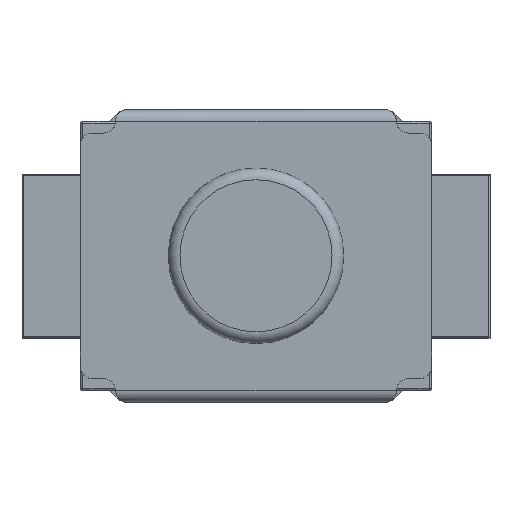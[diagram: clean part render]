
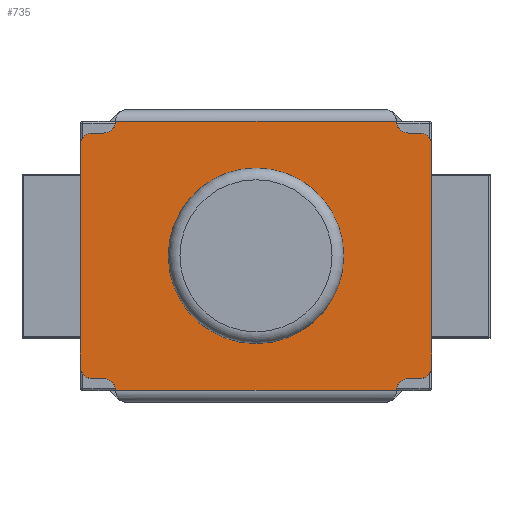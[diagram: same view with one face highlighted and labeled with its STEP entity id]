
A CAD part, top view. The second image highlights one B-rep face of the part: STEP entity #735.
In plain terms, the highlighted planar face has unit normal (0, 0, 1).
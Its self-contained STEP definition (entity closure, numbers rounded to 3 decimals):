
#13=DIRECTION('',(0.,0.,1.));
#28=VECTOR('',#29,1.);
#29=DIRECTION('',(1.,0.,0.));
#36=DIRECTION('',(0.,0.,-1.));
#67=VECTOR('',#68,1.);
#68=DIRECTION('',(-1.,-0.,-0.));
#84=VECTOR('',#85,1.);
#85=DIRECTION('',(-1.,0.,0.));
#103=VECTOR('',#104,1.);
#104=DIRECTION('',(0.,1.,0.));
#234=VERTEX_POINT('',#235);
#235=CARTESIAN_POINT('',(-1.2,1.15,1.19));
#284=ORIENTED_EDGE('',*,*,#285,.F.);
#285=EDGE_CURVE('',#286,#234,#288,.T.);
#286=VERTEX_POINT('',#287);
#287=CARTESIAN_POINT('',(1.2,1.15,1.19));
#288=LINE('',#289,#67);
#289=CARTESIAN_POINT('',(3.6,1.15,1.19));
#375=VECTOR('',#376,1.);
#376=DIRECTION('',(0.,-1.,0.));
#735=ADVANCED_FACE('',(#736,#851),#860,.F.);
#736=FACE_BOUND('',#737,.F.);
#737=EDGE_LOOP('',(#738,#747,#752,#759,#284,#763,#768,#775,    #780,#787,#792,#799,#804,#811,#817,#823,#829,#836,#841,    #848));
#738=ORIENTED_EDGE('',*,*,#739,.F.);
#739=EDGE_CURVE('',#740,#742,#744,.T.);
#740=VERTEX_POINT('',#741);
#741=CARTESIAN_POINT('',(-1.4,1.05,1.19));
#742=VERTEX_POINT('',#743);
#743=CARTESIAN_POINT('',(-1.5,0.95,1.19));
#744=CIRCLE('',#745,0.1);
#745=AXIS2_PLACEMENT_3D('',#746,#13,#29);
#746=CARTESIAN_POINT('',(-1.4,0.95,1.19));
#747=ORIENTED_EDGE('',*,*,#748,.T.);
#748=EDGE_CURVE('',#740,#749,#751,.T.);
#749=VERTEX_POINT('',#750);
#750=CARTESIAN_POINT('',(-1.3,1.05,1.19));
#751=LINE('',#741,#28);
#752=ORIENTED_EDGE('',*,*,#753,.T.);
#753=EDGE_CURVE('',#749,#754,#756,.T.);
#754=VERTEX_POINT('',#755);
#755=CARTESIAN_POINT('',(-1.2,1.15,1.19));
#756=CIRCLE('',#757,0.1);
#757=AXIS2_PLACEMENT_3D('',#758,#13,#29);
#758=CARTESIAN_POINT('',(-1.3,1.15,1.19));
#759=ORIENTED_EDGE('',*,*,#760,.T.);
#760=EDGE_CURVE('',#754,#234,#761,.T.);
#761=LINE('',#762,#103);
#762=CARTESIAN_POINT('',(-1.2,1.15,1.19));
#763=ORIENTED_EDGE('',*,*,#764,.F.);
#764=EDGE_CURVE('',#765,#286,#767,.T.);
#765=VERTEX_POINT('',#766);
#766=CARTESIAN_POINT('',(1.2,1.15,1.19));
#767=LINE('',#766,#103);
#768=ORIENTED_EDGE('',*,*,#769,.T.);
#769=EDGE_CURVE('',#765,#770,#772,.T.);
#770=VERTEX_POINT('',#771);
#771=CARTESIAN_POINT('',(1.3,1.05,1.19));
#772=CIRCLE('',#773,0.1);
#773=AXIS2_PLACEMENT_3D('',#774,#13,#29);
#774=CARTESIAN_POINT('',(1.3,1.15,1.19));
#775=ORIENTED_EDGE('',*,*,#776,.F.);
#776=EDGE_CURVE('',#777,#770,#779,.T.);
#777=VERTEX_POINT('',#778);
#778=CARTESIAN_POINT('',(1.4,1.05,1.19));
#779=LINE('',#778,#84);
#780=ORIENTED_EDGE('',*,*,#781,.F.);
#781=EDGE_CURVE('',#782,#777,#784,.T.);
#782=VERTEX_POINT('',#783);
#783=CARTESIAN_POINT('',(1.5,0.95,1.19));
#784=CIRCLE('',#785,0.1);
#785=AXIS2_PLACEMENT_3D('',#786,#13,#29);
#786=CARTESIAN_POINT('',(1.4,0.95,1.19));
#787=ORIENTED_EDGE('',*,*,#788,.F.);
#788=EDGE_CURVE('',#789,#782,#791,.T.);
#789=VERTEX_POINT('',#790);
#790=CARTESIAN_POINT('',(1.5,-0.95,1.19));
#791=LINE('',#790,#103);
#792=ORIENTED_EDGE('',*,*,#793,.F.);
#793=EDGE_CURVE('',#794,#789,#796,.T.);
#794=VERTEX_POINT('',#795);
#795=CARTESIAN_POINT('',(1.4,-1.05,1.19));
#796=CIRCLE('',#797,0.1);
#797=AXIS2_PLACEMENT_3D('',#798,#13,#29);
#798=CARTESIAN_POINT('',(1.4,-0.95,1.19));
#799=ORIENTED_EDGE('',*,*,#800,.T.);
#800=EDGE_CURVE('',#794,#801,#803,.T.);
#801=VERTEX_POINT('',#802);
#802=CARTESIAN_POINT('',(1.3,-1.05,1.19));
#803=LINE('',#795,#84);
#804=ORIENTED_EDGE('',*,*,#805,.T.);
#805=EDGE_CURVE('',#801,#806,#808,.T.);
#806=VERTEX_POINT('',#807);
#807=CARTESIAN_POINT('',(1.2,-1.15,1.19));
#808=CIRCLE('',#809,0.1);
#809=AXIS2_PLACEMENT_3D('',#810,#13,#29);
#810=CARTESIAN_POINT('',(1.3,-1.15,1.19));
#811=ORIENTED_EDGE('',*,*,#812,.T.);
#812=EDGE_CURVE('',#806,#813,#815,.T.);
#813=VERTEX_POINT('',#814);
#814=CARTESIAN_POINT('',(1.2,-1.15,1.19));
#815=LINE('',#816,#375);
#816=CARTESIAN_POINT('',(1.2,-1.15,1.19));
#817=ORIENTED_EDGE('',*,*,#818,.T.);
#818=EDGE_CURVE('',#813,#819,#821,.T.);
#819=VERTEX_POINT('',#820);
#820=CARTESIAN_POINT('',(-1.2,-1.15,1.19));
#821=LINE('',#822,#67);
#822=CARTESIAN_POINT('',(3.6,-1.15,1.19));
#823=ORIENTED_EDGE('',*,*,#824,.T.);
#824=EDGE_CURVE('',#819,#825,#827,.T.);
#825=VERTEX_POINT('',#826);
#826=CARTESIAN_POINT('',(-1.2,-1.15,1.19));
#827=LINE('',#828,#103);
#828=CARTESIAN_POINT('',(-1.2,-1.15,1.19));
#829=ORIENTED_EDGE('',*,*,#830,.T.);
#830=EDGE_CURVE('',#825,#831,#833,.T.);
#831=VERTEX_POINT('',#832);
#832=CARTESIAN_POINT('',(-1.3,-1.05,1.19));
#833=CIRCLE('',#834,0.1);
#834=AXIS2_PLACEMENT_3D('',#835,#13,#29);
#835=CARTESIAN_POINT('',(-1.3,-1.15,1.19));
#836=ORIENTED_EDGE('',*,*,#837,.T.);
#837=EDGE_CURVE('',#831,#838,#840,.T.);
#838=VERTEX_POINT('',#839);
#839=CARTESIAN_POINT('',(-1.4,-1.05,1.19));
#840=LINE('',#832,#84);
#841=ORIENTED_EDGE('',*,*,#842,.F.);
#842=EDGE_CURVE('',#843,#838,#845,.T.);
#843=VERTEX_POINT('',#844);
#844=CARTESIAN_POINT('',(-1.5,-0.95,1.19));
#845=CIRCLE('',#846,0.1);
#846=AXIS2_PLACEMENT_3D('',#847,#13,#29);
#847=CARTESIAN_POINT('',(-1.4,-0.95,1.19));
#848=ORIENTED_EDGE('',*,*,#849,.T.);
#849=EDGE_CURVE('',#843,#742,#850,.T.);
#850=LINE('',#844,#103);
#851=FACE_BOUND('',#852,.F.);
#852=EDGE_LOOP('',(#853));
#853=ORIENTED_EDGE('',*,*,#854,.T.);
#854=EDGE_CURVE('',#855,#855,#857,.T.);
#855=VERTEX_POINT('',#856);
#856=CARTESIAN_POINT('',(0.75,0.,1.19));
#857=CIRCLE('',#858,0.75);
#858=AXIS2_PLACEMENT_3D('',#859,#13,#29);
#859=CARTESIAN_POINT('',(0.,0.,1.19));
#860=PLANE('',#861);
#861=AXIS2_PLACEMENT_3D('',#741,#36,#85);
